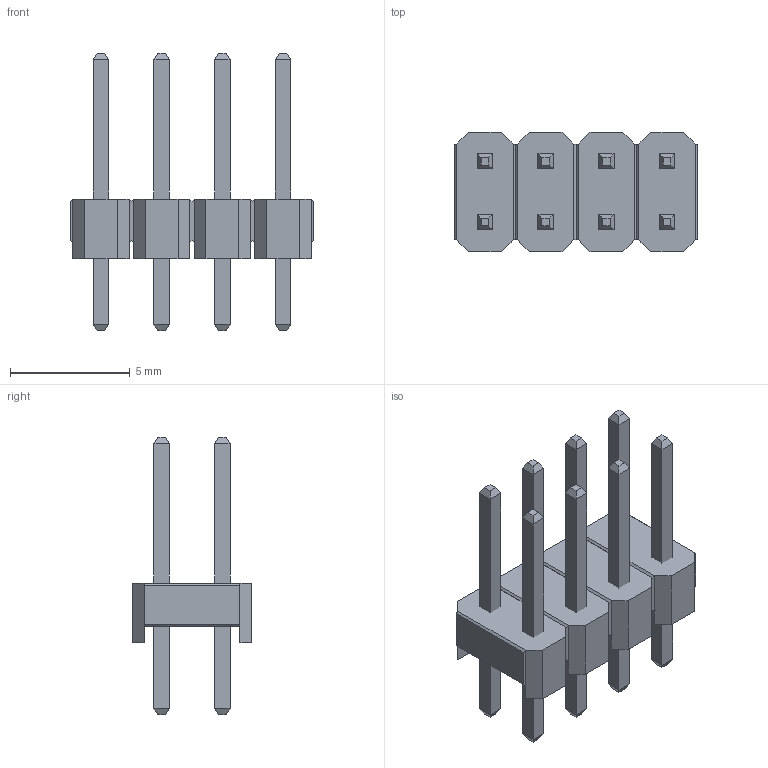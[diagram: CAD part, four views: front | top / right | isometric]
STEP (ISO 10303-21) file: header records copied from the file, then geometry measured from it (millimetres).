
FILE_DESCRIPTION(('STEP AP214'), '1');
FILE_NAME('DS1021-1x5SF11', '2017-07-09T05:27:19', ('Nobody'), (''), 'ASCON STEP Converter 1.3', 'ASCON Math Kernel', '');
FILE_SCHEMA(('AUTOMOTIVE_DESIGN { 1 0 10303 214 3 1 1}'));
Length unit declared in the file: millimetre
Assembly tree (9 placements, depth 2):
  (unnamed)
    (unnamed)
    (unnamed)  x8
Bounding box: 10.16 x 5 x 11.6 mm (x, y, z)
Volume: 128.9 mm3; surface area: 420.5 mm2
Topology: 9 solids, 9 shells, 188 faces, 398 edges, 228 vertices
Faces by surface type: plane 188
Entity records: 3425 total; most frequent: CARTESIAN_POINT 418, ORIENTED_EDGE 404, DIRECTION 402, EDGE_CURVE 202, LINE 202, VECTOR 202, VERTEX_POINT 116, AXIS2_PLACEMENT_3D 100
